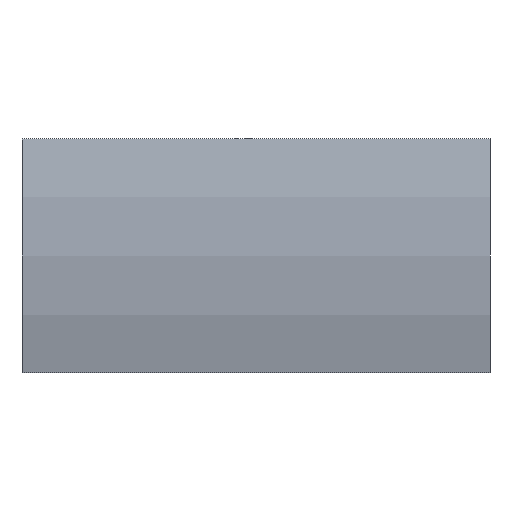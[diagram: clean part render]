
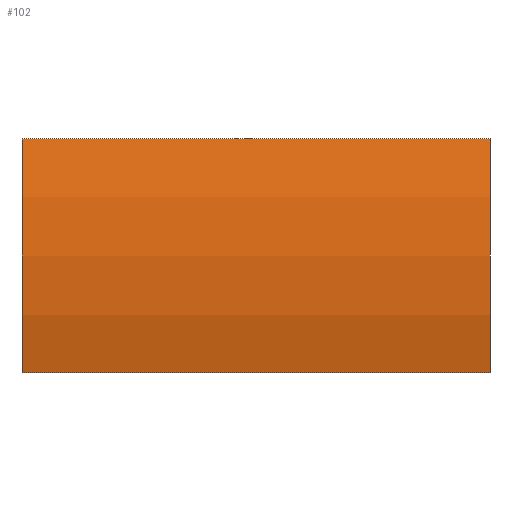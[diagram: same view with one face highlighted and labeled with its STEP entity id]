
A CAD part, left-side view. The second image highlights one B-rep face of the part: STEP entity #102.
In plain terms, the highlighted cylindrical face has radius 18.32 mm (diameter 36.64 mm), a partial arc.
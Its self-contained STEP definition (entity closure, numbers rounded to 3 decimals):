
#1 = DIRECTION ( 'NONE',  ( 0., -1., 0. ) ) ;
#3 = CARTESIAN_POINT ( 'NONE',  ( -13.269, 0., -5. ) ) ;
#4 = DIRECTION ( 'NONE',  ( 0., -1., 0. ) ) ;
#11 = ORIENTED_EDGE ( 'NONE', *, *, #118, .F. ) ;
#15 = CARTESIAN_POINT ( 'NONE',  ( 4.355, 20., 0. ) ) ;
#20 = EDGE_CURVE ( 'NONE', #156, #201, #103, .T. ) ;
#27 = VECTOR ( 'NONE', #1, 1000. ) ;
#47 = CARTESIAN_POINT ( 'NONE',  ( -13.269, 20., 5. ) ) ;
#62 = VECTOR ( 'NONE', #109, 1000. ) ;
#67 = CYLINDRICAL_SURFACE ( 'NONE', #94, 18.32 ) ;
#81 = DIRECTION ( 'NONE',  ( 0., 1., 0. ) ) ;
#83 = DIRECTION ( 'NONE',  ( 0., 0., 1. ) ) ;
#94 = AXIS2_PLACEMENT_3D ( 'NONE', #15, #4, #112 ) ;
#98 = DIRECTION ( 'NONE',  ( 0., 0., 1. ) ) ;
#99 = CIRCLE ( 'NONE', #138, 18.32 ) ;
#101 = CARTESIAN_POINT ( 'NONE',  ( 4.355, 20., 0. ) ) ;
#102 = ADVANCED_FACE ( 'NONE', ( #191 ), #67, .T. ) ;
#103 = LINE ( 'NONE', #47, #62 ) ;
#106 = EDGE_CURVE ( 'NONE', #176, #129, #150, .T. ) ;
#109 = DIRECTION ( 'NONE',  ( 0., -1., 0. ) ) ;
#112 = DIRECTION ( 'NONE',  ( 0., 0., -1. ) ) ;
#115 = CIRCLE ( 'NONE', #120, 18.32 ) ;
#118 = EDGE_CURVE ( 'NONE', #176, #156, #115, .T. ) ;
#120 = AXIS2_PLACEMENT_3D ( 'NONE', #101, #190, #83 ) ;
#124 = ORIENTED_EDGE ( 'NONE', *, *, #196, .T. ) ;
#126 = CARTESIAN_POINT ( 'NONE',  ( -13.269, 0., 5. ) ) ;
#129 = VERTEX_POINT ( 'NONE', #3 ) ;
#133 = CARTESIAN_POINT ( 'NONE',  ( -13.269, 20., -5. ) ) ;
#134 = ORIENTED_EDGE ( 'NONE', *, *, #106, .T. ) ;
#138 = AXIS2_PLACEMENT_3D ( 'NONE', #188, #81, #98 ) ;
#150 = LINE ( 'NONE', #133, #27 ) ;
#156 = VERTEX_POINT ( 'NONE', #175 ) ;
#163 = EDGE_LOOP ( 'NONE', ( #124, #193, #11, #134 ) ) ;
#170 = CARTESIAN_POINT ( 'NONE',  ( -13.269, 20., -5. ) ) ;
#175 = CARTESIAN_POINT ( 'NONE',  ( -13.269, 20., 5. ) ) ;
#176 = VERTEX_POINT ( 'NONE', #170 ) ;
#188 = CARTESIAN_POINT ( 'NONE',  ( 4.355, 0., 0. ) ) ;
#190 = DIRECTION ( 'NONE',  ( 0., 1., 0. ) ) ;
#191 = FACE_OUTER_BOUND ( 'NONE', #163, .T. ) ;
#193 = ORIENTED_EDGE ( 'NONE', *, *, #20, .F. ) ;
#196 = EDGE_CURVE ( 'NONE', #129, #201, #99, .T. ) ;
#201 = VERTEX_POINT ( 'NONE', #126 ) ;
